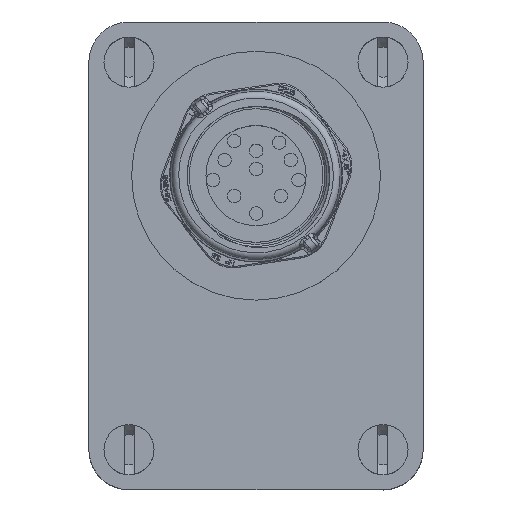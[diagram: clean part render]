
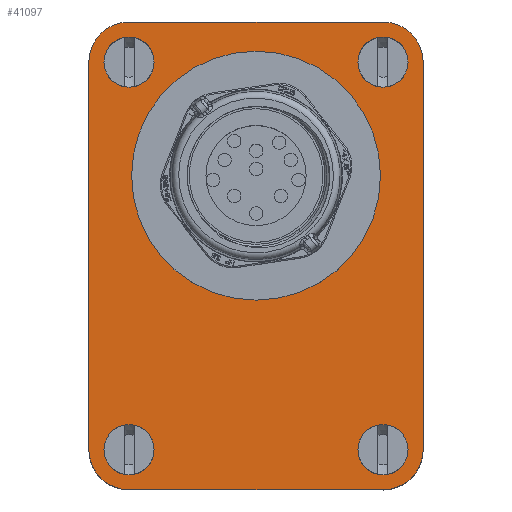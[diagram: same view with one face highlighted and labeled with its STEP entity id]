
A CAD part, top view. The second image highlights one B-rep face of the part: STEP entity #41097.
In plain terms, the highlighted face is planar.
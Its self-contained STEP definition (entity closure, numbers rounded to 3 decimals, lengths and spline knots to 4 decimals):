
#267=FACE_BOUND($,#6310,.T.);
#268=FACE_BOUND($,#6311,.T.);
#269=FACE_BOUND($,#6312,.T.);
#270=FACE_BOUND($,#6313,.T.);
#271=FACE_BOUND($,#6314,.T.);
#1560=PLANE($,#43580);
#3996=FACE_OUTER_BOUND($,#6309,.T.);
#6309=EDGE_LOOP($,(#34864,#34865,#34866,#34867,#34868,#34869,#34870,#34871));
#6310=EDGE_LOOP($,(#34872,#34873));
#6311=EDGE_LOOP($,(#34874));
#6312=EDGE_LOOP($,(#34875));
#6313=EDGE_LOOP($,(#34876));
#6314=EDGE_LOOP($,(#34877));
#7614=CIRCLE($,#43579,0.0984);
#7615=CIRCLE($,#43581,0.236);
#7616=CIRCLE($,#43582,0.236);
#7617=CIRCLE($,#43583,0.236);
#7618=CIRCLE($,#43584,0.236);
#7619=CIRCLE($,#43585,0.425);
#7620=CIRCLE($,#43586,0.1476);
#7621=CIRCLE($,#43587,0.1476);
#7622=CIRCLE($,#43588,0.1476);
#7623=CIRCLE($,#43589,0.1476);
#10668=LINE($,#64117,#15679);
#10669=LINE($,#64121,#15680);
#10670=LINE($,#64125,#15681);
#10671=LINE($,#64128,#15682);
#15679=VECTOR($,#50709,1.497);
#15680=VECTOR($,#50712,2.284);
#15681=VECTOR($,#50715,1.497);
#15682=VECTOR($,#50718,2.284);
#20229=VERTEX_POINT($,#64107);
#20230=VERTEX_POINT($,#64109);
#20231=VERTEX_POINT($,#64113);
#20232=VERTEX_POINT($,#64114);
#20233=VERTEX_POINT($,#64116);
#20234=VERTEX_POINT($,#64118);
#20235=VERTEX_POINT($,#64120);
#20236=VERTEX_POINT($,#64122);
#20237=VERTEX_POINT($,#64124);
#20238=VERTEX_POINT($,#64126);
#20239=VERTEX_POINT($,#64130);
#20240=VERTEX_POINT($,#64132);
#20241=VERTEX_POINT($,#64134);
#20242=VERTEX_POINT($,#64136);
#25382=EDGE_CURVE($,#20229,#20230,#7614,.T.);
#25383=EDGE_CURVE($,#20231,#20232,#7615,.T.);
#25384=EDGE_CURVE($,#20231,#20233,#10668,.T.);
#25385=EDGE_CURVE($,#20234,#20233,#7616,.T.);
#25386=EDGE_CURVE($,#20234,#20235,#10669,.T.);
#25387=EDGE_CURVE($,#20236,#20235,#7617,.T.);
#25388=EDGE_CURVE($,#20236,#20237,#10670,.T.);
#25389=EDGE_CURVE($,#20238,#20237,#7618,.T.);
#25390=EDGE_CURVE($,#20238,#20232,#10671,.T.);
#25391=EDGE_CURVE($,#20230,#20229,#7619,.T.);
#25392=EDGE_CURVE($,#20239,#20239,#7620,.T.);
#25393=EDGE_CURVE($,#20240,#20240,#7621,.T.);
#25394=EDGE_CURVE($,#20241,#20241,#7622,.T.);
#25395=EDGE_CURVE($,#20242,#20242,#7623,.T.);
#34864=ORIENTED_EDGE($,*,*,#25383,.F.);
#34865=ORIENTED_EDGE($,*,*,#25384,.T.);
#34866=ORIENTED_EDGE($,*,*,#25385,.F.);
#34867=ORIENTED_EDGE($,*,*,#25386,.T.);
#34868=ORIENTED_EDGE($,*,*,#25387,.F.);
#34869=ORIENTED_EDGE($,*,*,#25388,.T.);
#34870=ORIENTED_EDGE($,*,*,#25389,.F.);
#34871=ORIENTED_EDGE($,*,*,#25390,.T.);
#34872=ORIENTED_EDGE($,*,*,#25382,.T.);
#34873=ORIENTED_EDGE($,*,*,#25391,.T.);
#34874=ORIENTED_EDGE($,*,*,#25392,.T.);
#34875=ORIENTED_EDGE($,*,*,#25393,.T.);
#34876=ORIENTED_EDGE($,*,*,#25394,.T.);
#34877=ORIENTED_EDGE($,*,*,#25395,.T.);
#41097=ADVANCED_FACE($,(#3996,#267,#268,#269,#270,#271),#1560,.F.);
#43579=AXIS2_PLACEMENT_3D($,#64111,#50703,#50704);
#43580=AXIS2_PLACEMENT_3D($,#64112,#50705,#50706);
#43581=AXIS2_PLACEMENT_3D($,#64115,#50707,#50708);
#43582=AXIS2_PLACEMENT_3D($,#64119,#50710,#50711);
#43583=AXIS2_PLACEMENT_3D($,#64123,#50713,#50714);
#43584=AXIS2_PLACEMENT_3D($,#64127,#50716,#50717);
#43585=AXIS2_PLACEMENT_3D($,#64129,#50719,#50720);
#43586=AXIS2_PLACEMENT_3D($,#64131,#50721,#50722);
#43587=AXIS2_PLACEMENT_3D($,#64133,#50723,#50724);
#43588=AXIS2_PLACEMENT_3D($,#64135,#50725,#50726);
#43589=AXIS2_PLACEMENT_3D($,#64137,#50727,#50728);
#50703=DIRECTION('center_axis',(0.,0.,1.));
#50704=DIRECTION('ref_axis',(1.,0.,0.));
#50705=DIRECTION('center_axis',(0.,0.,1.));
#50706=DIRECTION('ref_axis',(1.,0.,0.));
#50707=DIRECTION('center_axis',(0.,0.,1.));
#50708=DIRECTION('ref_axis',(0.707,-0.707,0.));
#50709=DIRECTION($,(-1.,0.,0.));
#50710=DIRECTION('center_axis',(0.,0.,1.));
#50711=DIRECTION('ref_axis',(-0.707,-0.707,0.));
#50712=DIRECTION($,(0.,1.,0.));
#50713=DIRECTION('center_axis',(0.,0.,1.));
#50714=DIRECTION('ref_axis',(-0.707,0.707,0.));
#50715=DIRECTION($,(1.,0.,0.));
#50716=DIRECTION('center_axis',(0.,0.,1.));
#50717=DIRECTION('ref_axis',(0.707,0.707,0.));
#50718=DIRECTION($,(0.,-1.,0.));
#50719=DIRECTION('center_axis',(0.,0.,1.));
#50720=DIRECTION('ref_axis',(1.,0.,0.));
#50721=DIRECTION('center_axis',(0.,0.,1.));
#50722=DIRECTION('ref_axis',(-1.,0.,0.));
#50723=DIRECTION('center_axis',(0.,0.,1.));
#50724=DIRECTION('ref_axis',(-1.,0.,0.));
#50725=DIRECTION('center_axis',(0.,0.,1.));
#50726=DIRECTION('ref_axis',(-1.,0.,0.));
#50727=DIRECTION('center_axis',(0.,0.,1.));
#50728=DIRECTION('ref_axis',(-1.,0.,0.));
#64107=CARTESIAN_POINT('',(0.8879,1.4365,0.));
#64109=CARTESIAN_POINT('',(1.0806,1.4365,0.));
#64111=CARTESIAN_POINT('Origin',(0.9843,1.4568,0.));
#64112=CARTESIAN_POINT('Origin',(0.9845,1.378,0.));
#64113=CARTESIAN_POINT('',(1.733,0.,0.));
#64114=CARTESIAN_POINT('',(1.969,0.236,0.));
#64115=CARTESIAN_POINT('Origin',(1.733,0.236,0.));
#64116=CARTESIAN_POINT('',(0.236,0.,0.));
#64117=CARTESIAN_POINT($,(1.733,0.,0.));
#64118=CARTESIAN_POINT('',(0.,0.236,0.));
#64119=CARTESIAN_POINT('Origin',(0.236,0.236,0.));
#64120=CARTESIAN_POINT('',(0.,2.52,0.));
#64121=CARTESIAN_POINT($,(0.,0.236,0.));
#64122=CARTESIAN_POINT('',(0.236,2.756,0.));
#64123=CARTESIAN_POINT('Origin',(0.236,2.52,0.));
#64124=CARTESIAN_POINT('',(1.733,2.756,0.));
#64125=CARTESIAN_POINT($,(0.236,2.756,0.));
#64126=CARTESIAN_POINT('',(1.969,2.52,0.));
#64127=CARTESIAN_POINT('Origin',(1.733,2.52,0.));
#64128=CARTESIAN_POINT($,(1.969,2.52,0.));
#64129=CARTESIAN_POINT('Origin',(0.9843,1.8505,0.));
#64130=CARTESIAN_POINT('',(1.5849,0.2363,0.));
#64131=CARTESIAN_POINT('Origin',(1.7325,0.2363,0.));
#64132=CARTESIAN_POINT('',(0.0888,0.2363,0.));
#64133=CARTESIAN_POINT('Origin',(0.2365,0.2363,0.));
#64134=CARTESIAN_POINT('',(0.0888,2.5197,0.));
#64135=CARTESIAN_POINT('Origin',(0.2365,2.5197,0.));
#64136=CARTESIAN_POINT('',(1.5849,2.5197,0.));
#64137=CARTESIAN_POINT('Origin',(1.7325,2.5197,0.));
